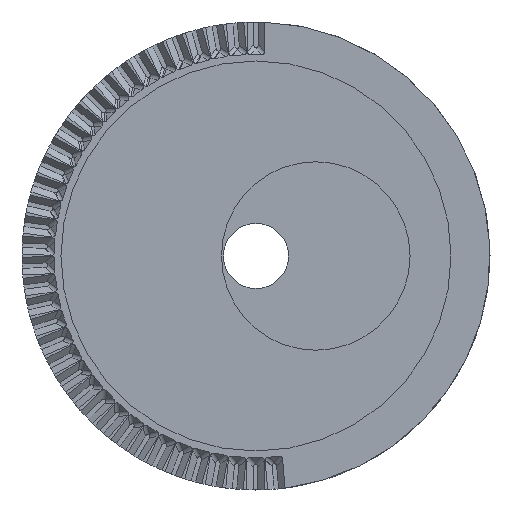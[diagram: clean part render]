
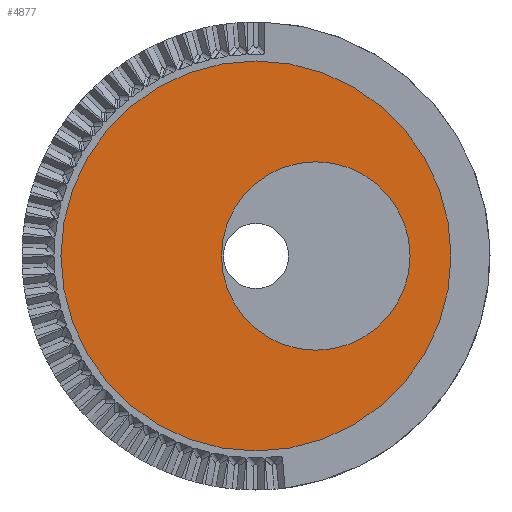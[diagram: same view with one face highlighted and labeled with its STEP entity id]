
A CAD part, left-side view. The second image highlights one B-rep face of the part: STEP entity #4877.
In plain terms, the highlighted planar face has unit normal (-1, 0, 0).
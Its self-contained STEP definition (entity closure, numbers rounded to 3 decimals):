
#376 = EDGE_CURVE ( 'NONE', #2035, #582, #8547, .T. ) ;
#495 = EDGE_LOOP ( 'NONE', ( #4568, #5577 ) ) ;
#582 = VERTEX_POINT ( 'NONE', #4991 ) ;
#925 = AXIS2_PLACEMENT_3D ( 'NONE', #5797, #7739, #6543 ) ;
#1028 = AXIS2_PLACEMENT_3D ( 'NONE', #6580, #3950, #8605 ) ;
#1080 = FACE_OUTER_BOUND ( 'NONE', #5020, .T. ) ;
#1087 = EDGE_CURVE ( 'NONE', #8293, #2753, #3298, .T. ) ;
#1203 = CIRCLE ( 'NONE', #3751, 15. ) ;
#1398 = DIRECTION ( 'NONE',  ( 0., 0., 1. ) ) ;
#1401 = CARTESIAN_POINT ( 'NONE',  ( 2.5, 0., 7.25 ) ) ;
#1459 = DIRECTION ( 'NONE',  ( -1., 0., 0. ) ) ;
#1573 = CARTESIAN_POINT ( 'NONE',  ( 2.5, 4.6, -15. ) ) ;
#2035 = VERTEX_POINT ( 'NONE', #1573 ) ;
#2312 = ORIENTED_EDGE ( 'NONE', *, *, #3842, .T. ) ;
#2366 = PLANE ( 'NONE',  #925 ) ;
#2753 = VERTEX_POINT ( 'NONE', #1401 ) ;
#3298 = CIRCLE ( 'NONE', #1028, 7.25 ) ;
#3352 = DIRECTION ( 'NONE',  ( -1., 0., 0. ) ) ;
#3601 = AXIS2_PLACEMENT_3D ( 'NONE', #7503, #1459, #4735 ) ;
#3751 = AXIS2_PLACEMENT_3D ( 'NONE', #7917, #3352, #6689 ) ;
#3842 = EDGE_CURVE ( 'NONE', #582, #2035, #1203, .T. ) ;
#3936 = EDGE_CURVE ( 'NONE', #2753, #8293, #6279, .T. ) ;
#3950 = DIRECTION ( 'NONE',  ( -1., 0., 0. ) ) ;
#4533 = FACE_BOUND ( 'NONE', #495, .T. ) ;
#4568 = ORIENTED_EDGE ( 'NONE', *, *, #3936, .F. ) ;
#4735 = DIRECTION ( 'NONE',  ( 0., 0., 1. ) ) ;
#4819 = ORIENTED_EDGE ( 'NONE', *, *, #376, .T. ) ;
#4877 = ADVANCED_FACE ( 'NONE', ( #1080, #4533 ), #2366, .T. ) ;
#4891 = CARTESIAN_POINT ( 'NONE',  ( 2.5, 4.6, 0. ) ) ;
#4991 = CARTESIAN_POINT ( 'NONE',  ( 2.5, 4.6, 15. ) ) ;
#5020 = EDGE_LOOP ( 'NONE', ( #4819, #2312 ) ) ;
#5577 = ORIENTED_EDGE ( 'NONE', *, *, #1087, .F. ) ;
#5797 = CARTESIAN_POINT ( 'NONE',  ( 2.5, 4.6, 0. ) ) ;
#6091 = CARTESIAN_POINT ( 'NONE',  ( 2.5, 0., -7.25 ) ) ;
#6279 = CIRCLE ( 'NONE', #3601, 7.25 ) ;
#6294 = DIRECTION ( 'NONE',  ( -1., 0., 0. ) ) ;
#6305 = AXIS2_PLACEMENT_3D ( 'NONE', #4891, #6294, #1398 ) ;
#6543 = DIRECTION ( 'NONE',  ( 0., 0., 1. ) ) ;
#6580 = CARTESIAN_POINT ( 'NONE',  ( 2.5, 0., 0. ) ) ;
#6689 = DIRECTION ( 'NONE',  ( 0., 0., 1. ) ) ;
#7503 = CARTESIAN_POINT ( 'NONE',  ( 2.5, 0., 0. ) ) ;
#7739 = DIRECTION ( 'NONE',  ( -1., 0., 0. ) ) ;
#7917 = CARTESIAN_POINT ( 'NONE',  ( 2.5, 4.6, 0. ) ) ;
#8293 = VERTEX_POINT ( 'NONE', #6091 ) ;
#8547 = CIRCLE ( 'NONE', #6305, 15. ) ;
#8605 = DIRECTION ( 'NONE',  ( 0., 0., 1. ) ) ;
